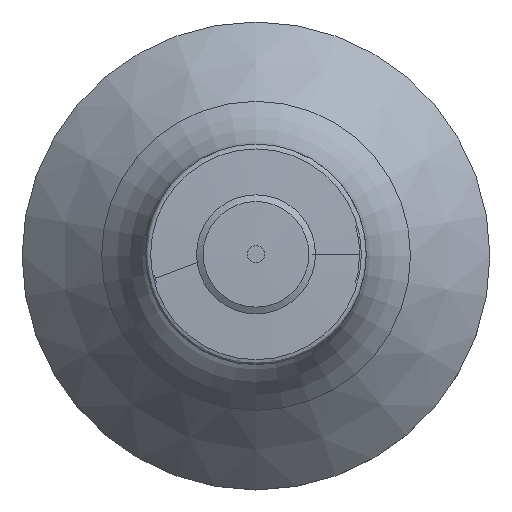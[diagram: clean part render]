
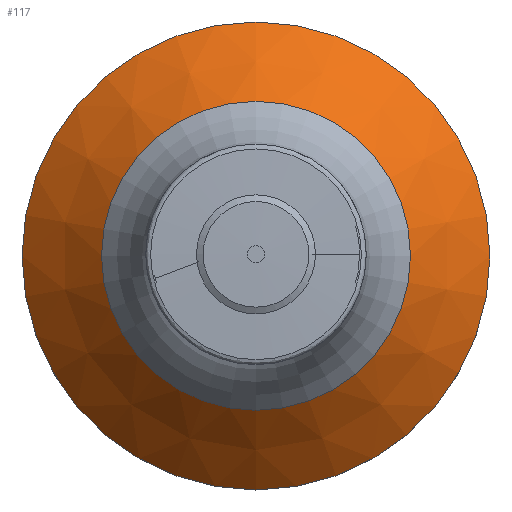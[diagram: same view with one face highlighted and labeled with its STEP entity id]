
A CAD part, top view. The second image highlights one B-rep face of the part: STEP entity #117.
In plain terms, the highlighted conical face has half-angle 45 degrees and reference radius 7.75 mm.
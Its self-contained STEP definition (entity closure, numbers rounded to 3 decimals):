
#67=CONICAL_SURFACE('',#406,7.75,45.);
#117=ADVANCED_FACE('',(#155,#156),#67,.T.);
#155=FACE_BOUND('',#199,.T.);
#156=FACE_BOUND('',#200,.T.);
#199=EDGE_LOOP('',(#258));
#200=EDGE_LOOP('',(#259));
#258=ORIENTED_EDGE('',*,*,#348,.T.);
#259=ORIENTED_EDGE('',*,*,#349,.T.);
#314=VERTEX_POINT('',#590);
#315=VERTEX_POINT('',#592);
#348=EDGE_CURVE('',#314,#314,#371,.T.);
#349=EDGE_CURVE('',#315,#315,#372,.T.);
#371=CIRCLE('',#404,11.558);
#372=CIRCLE('',#405,17.5);
#404=AXIS2_PLACEMENT_3D('',#589,#477,#478);
#405=AXIS2_PLACEMENT_3D('',#591,#479,#480);
#406=AXIS2_PLACEMENT_3D('',#593,#481,#482);
#477=DIRECTION('',(0.,0.,-1.));
#478=DIRECTION('',(0.,1.,0.));
#479=DIRECTION('',(0.,0.,1.));
#480=DIRECTION('',(0.,-1.,0.));
#481=DIRECTION('',(0.,0.,-1.));
#482=DIRECTION('',(0.,1.,0.));
#589=CARTESIAN_POINT('',(0.,0.,10.942));
#590=CARTESIAN_POINT('',(0.,11.558,10.942));
#591=CARTESIAN_POINT('',(0.,0.,5.));
#592=CARTESIAN_POINT('',(0.,-17.5,5.));
#593=CARTESIAN_POINT('',(0.,0.,14.75));
